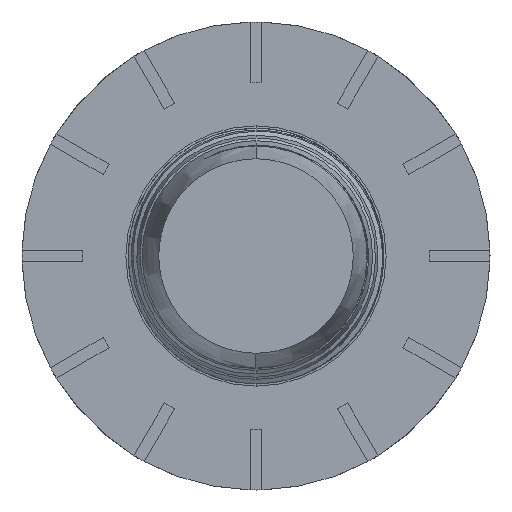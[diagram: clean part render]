
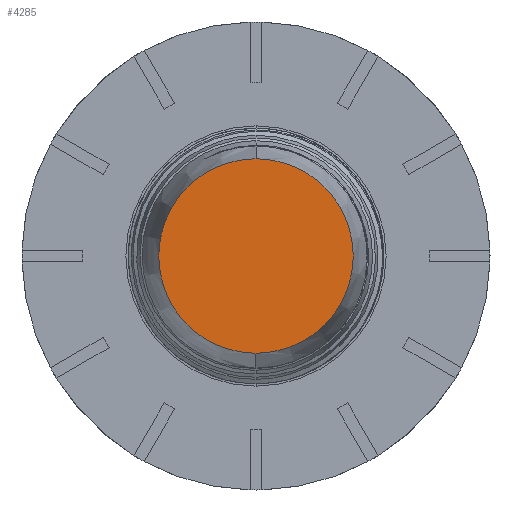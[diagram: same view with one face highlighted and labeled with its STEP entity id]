
A CAD part, front view. The second image highlights one B-rep face of the part: STEP entity #4285.
In plain terms, the highlighted planar face has unit normal (0, -1, 0).
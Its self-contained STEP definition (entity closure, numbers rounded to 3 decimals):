
#115 = DIRECTION ( 'NONE',  ( 0., 0., 1. ) ) ;
#490 = EDGE_CURVE ( 'NONE', #8743, #917, #3054, .T. ) ;
#917 = VERTEX_POINT ( 'NONE', #7621 ) ;
#2009 = CARTESIAN_POINT ( 'NONE',  ( 0., -30.2, 4.075 ) ) ;
#2332 = EDGE_CURVE ( 'NONE', #917, #8743, #6530, .T. ) ;
#2460 = PLANE ( 'NONE',  #3632 ) ;
#3054 = CIRCLE ( 'NONE', #6898, 4.075 ) ;
#3141 = DIRECTION ( 'NONE',  ( 0., -1., 0. ) ) ;
#3632 = AXIS2_PLACEMENT_3D ( 'NONE', #7158, #3141, #7872 ) ;
#3888 = DIRECTION ( 'NONE',  ( 0., 0., 1. ) ) ;
#4125 = EDGE_LOOP ( 'NONE', ( #7091, #8641 ) ) ;
#4172 = DIRECTION ( 'NONE',  ( 0., 1., 0. ) ) ;
#4285 = ADVANCED_FACE ( 'NONE', ( #5858 ), #2460, .T. ) ;
#5858 = FACE_OUTER_BOUND ( 'NONE', #4125, .T. ) ;
#6530 = CIRCLE ( 'NONE', #7478, 4.075 ) ;
#6898 = AXIS2_PLACEMENT_3D ( 'NONE', #7922, #7933, #3888 ) ;
#7091 = ORIENTED_EDGE ( 'NONE', *, *, #490, .F. ) ;
#7158 = CARTESIAN_POINT ( 'NONE',  ( -4.075, -30.2, 0. ) ) ;
#7478 = AXIS2_PLACEMENT_3D ( 'NONE', #8196, #4172, #115 ) ;
#7621 = CARTESIAN_POINT ( 'NONE',  ( 0., -30.2, -4.075 ) ) ;
#7872 = DIRECTION ( 'NONE',  ( 0., 0., -1. ) ) ;
#7922 = CARTESIAN_POINT ( 'NONE',  ( 0., -30.2, 0. ) ) ;
#7933 = DIRECTION ( 'NONE',  ( 0., 1., 0. ) ) ;
#8196 = CARTESIAN_POINT ( 'NONE',  ( 0., -30.2, 0. ) ) ;
#8641 = ORIENTED_EDGE ( 'NONE', *, *, #2332, .F. ) ;
#8743 = VERTEX_POINT ( 'NONE', #2009 ) ;
